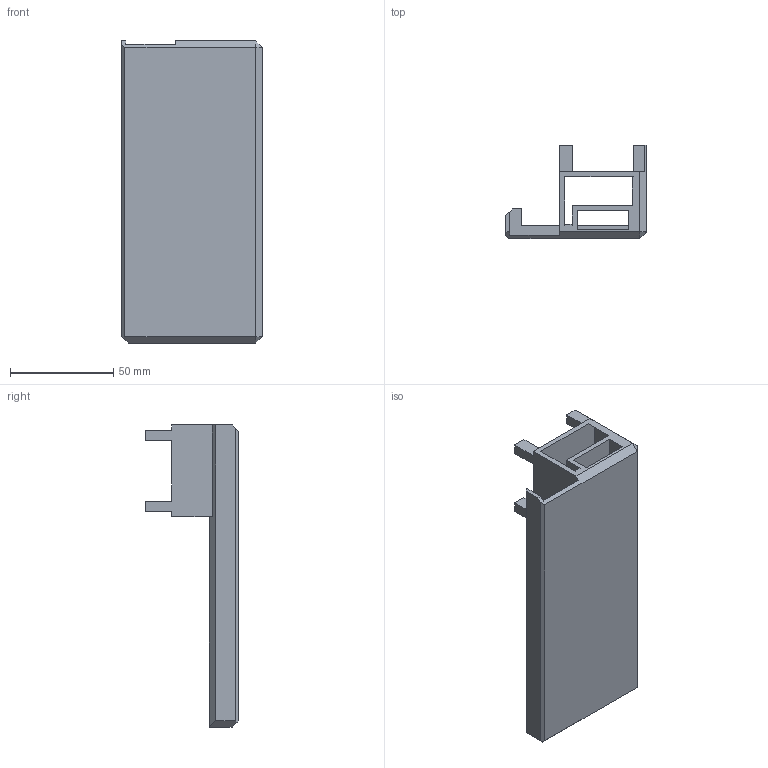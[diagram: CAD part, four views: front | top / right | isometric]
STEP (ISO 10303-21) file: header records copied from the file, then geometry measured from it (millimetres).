
FILE_DESCRIPTION(/* description */ (''),/* implementation_level */ '2;1');
FILE_NAME(/* name */ 'Electronic_Chassis(3).stp',/* time_stamp */ '2021-05-05T10:35:54-04:00',/* author */ ('ODADAMS'),/* organization */ (''),/* preprocessor_version */ 'ST-DEVELOPER v18',/* originating_system */ 'Autodesk Inventor 2020',/* authorisation */ '');
FILE_SCHEMA (('AUTOMOTIVE_DESIGN { 1 0 10303 214 3 1 1 }'));
Length unit declared in the file: inch
Products named in the file (1): Electronic_Chassis(2)
Bounding box: 67.96 x 45.09 x 146.05 mm (x, y, z)
Volume: 70302.3 mm3; surface area: 55021.3 mm2
Topology: 1 solids, 1 shells, 80 faces, 230 edges, 148 vertices
Faces by surface type: plane 80
Entity records: 2601 total; most frequent: ORIENTED_EDGE 460, CARTESIAN_POINT 459, DIRECTION 392, LINE 230, VECTOR 230, EDGE_CURVE 230, VERTEX_POINT 148, EDGE_LOOP 82
